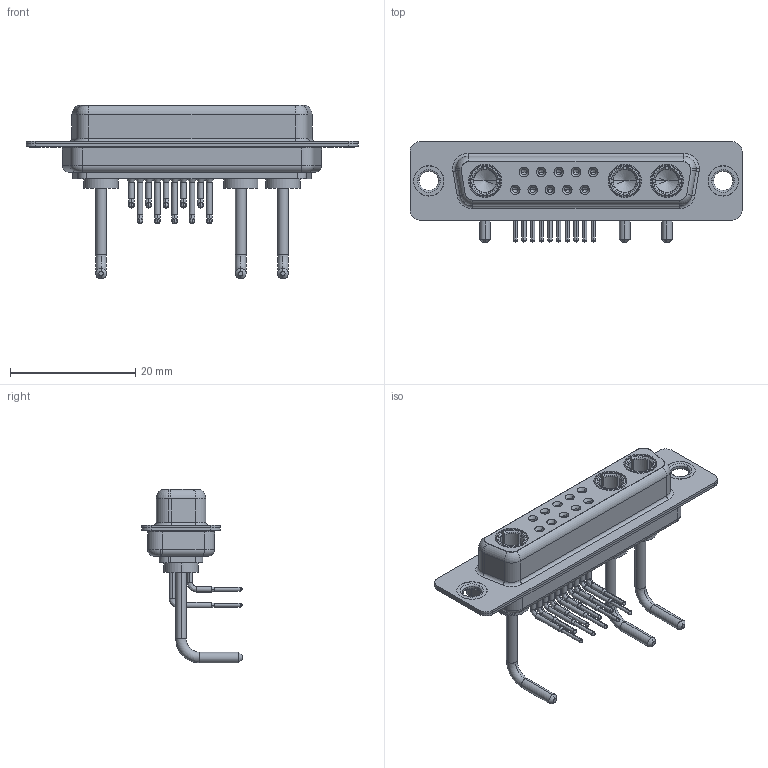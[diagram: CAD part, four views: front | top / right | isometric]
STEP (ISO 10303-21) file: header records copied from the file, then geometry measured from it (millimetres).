
FILE_DESCRIPTION (( 'STEP AP203' ), '1' );
FILE_NAME ('630-13W3250-1N1.STEP', '2022-06-01T14:08:42', ( '' ), ( '' ), 'SwSTEP 2.0', 'SolidWorks 2020', '' );
FILE_SCHEMA (( 'CONFIG_CONTROL_DESIGN' ));
Length unit declared in the file: millimetre
Products named in the file (8): Power Socket_Ext 10A RA; 630Combo Shell Rear_25 Contacts; 630Combo Housing_13W3; 630Combo Thru Hole Rivet; 630Combo Contact Row 1; 630Combo Contact Row 2; 630Combo Shell Front_25 Contacts; 630-13W3250-1N1
Assembly tree (18 placements, depth 2):
  630-13W3250-1N1
    630Combo Housing_13W3
    630Combo Shell Front_25 Contacts
    630Combo Shell Rear_25 Contacts
    630Combo Thru Hole Rivet  x2
    Power Socket_Ext 10A RA  x3
    630Combo Contact Row 1  x5
    630Combo Contact Row 2  x5
Bounding box: 53.05 x 16 x 27.78 mm (x, y, z)
Volume: 3823.1 mm3; surface area: 8835.6 mm2
Topology: 21 solids, 21 shells, 1017 faces, 2571 edges, 1620 vertices
Faces by surface type: cylinder 426, plane 304, cone 161, torus 83, bspline 43
Entity records: 17232 total; most frequent: CARTESIAN_POINT 3216, DIRECTION 2938, ORIENTED_EDGE 2550, EDGE_CURVE 1275, AXIS2_PLACEMENT_3D 1217, VERTEX_POINT 810, CIRCLE 674, EDGE_LOOP 621
